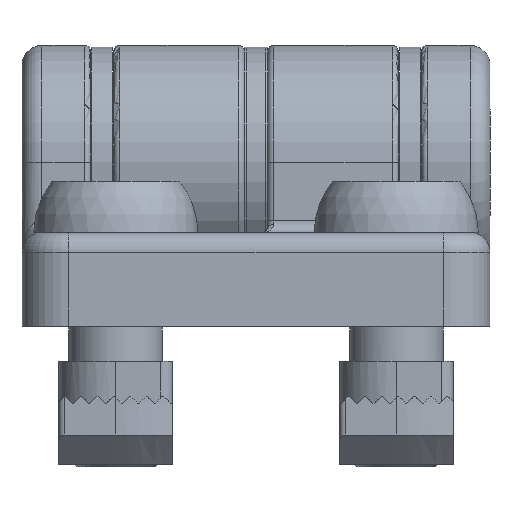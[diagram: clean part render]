
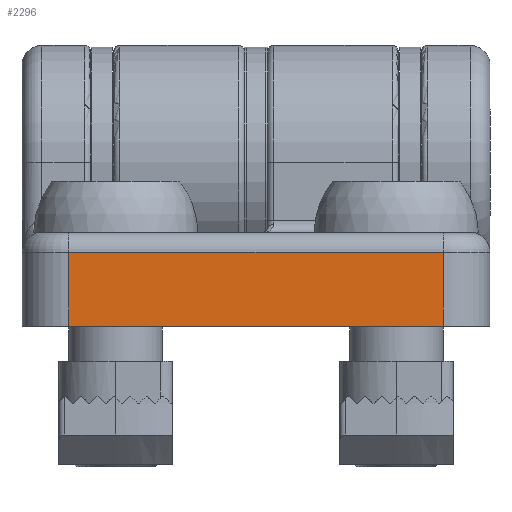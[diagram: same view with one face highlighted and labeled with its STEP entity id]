
A CAD part, front view. The second image highlights one B-rep face of the part: STEP entity #2296.
In plain terms, the highlighted face is planar.
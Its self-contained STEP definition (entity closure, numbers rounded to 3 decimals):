
#2296=ADVANCED_FACE('',(#2683),#2684,.T.);
#2683=FACE_OUTER_BOUND('',#3246,.T.);
#2684=PLANE('',#3247);
#3246=EDGE_LOOP('',(#4585,#4586,#4587,#4588));
#3247=AXIS2_PLACEMENT_3D('',#4589,#4590,#4591);
#4585=ORIENTED_EDGE('',*,*,#5233,.T.);
#4586=ORIENTED_EDGE('',*,*,#5234,.T.);
#4587=ORIENTED_EDGE('',*,*,#5235,.F.);
#4588=ORIENTED_EDGE('',*,*,#5178,.F.);
#4589=CARTESIAN_POINT('',(-40.0,-6.0,-20.0));
#4590=DIRECTION('',(-1.0,0.0,0.0));
#4591=DIRECTION('',(0.0,0.0,1.0));
#5178=EDGE_CURVE('',#5891,#5893,#5894,.F.);
#5233=EDGE_CURVE('',#5891,#5969,#5971,.T.);
#5234=EDGE_CURVE('',#5969,#5953,#5972,.F.);
#5235=EDGE_CURVE('',#5893,#5953,#5973,.T.);
#5891=VERTEX_POINT('',#7311);
#5893=VERTEX_POINT('',#7313);
#5894=LINE('',#7314,#7315);
#5953=VERTEX_POINT('',#7405);
#5969=VERTEX_POINT('',#7422);
#5971=LINE('',#7424,#7425);
#5972=LINE('',#7426,#7427);
#5973=LINE('',#7428,#7429);
#7311=CARTESIAN_POINT('',(-40.0,-14.0,16.0));
#7313=CARTESIAN_POINT('',(-40.0,-14.0,-16.0));
#7314=CARTESIAN_POINT('',(-40.0,-14.0,-20.0));
#7315=VECTOR('',#8073,1.0);
#7405=CARTESIAN_POINT('',(-40.0,-7.69,-16.0));
#7422=CARTESIAN_POINT('',(-40.0,-7.69,16.0));
#7424=CARTESIAN_POINT('',(-40.0,-6.0,16.0));
#7425=VECTOR('',#8172,1.0);
#7426=CARTESIAN_POINT('',(-40.0,-7.69,-20.0));
#7427=VECTOR('',#8173,1.0);
#7428=CARTESIAN_POINT('',(-40.0,-6.0,-16.0));
#7429=VECTOR('',#8174,1.0);
#8073=DIRECTION('',(0.0,0.0,1.0));
#8172=DIRECTION('',(0.0,1.0,0.0));
#8173=DIRECTION('',(0.0,0.0,1.0));
#8174=DIRECTION('',(0.0,1.0,0.0));
